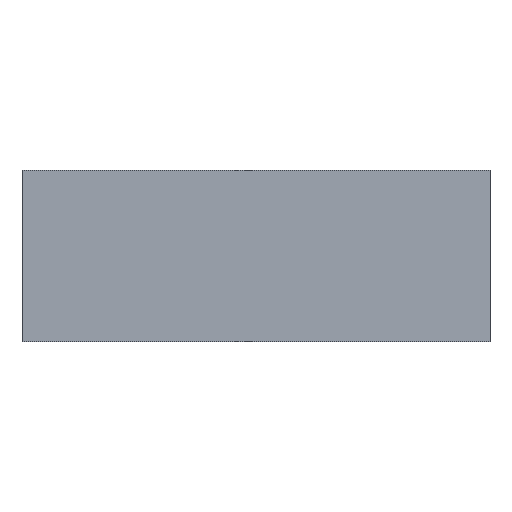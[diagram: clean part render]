
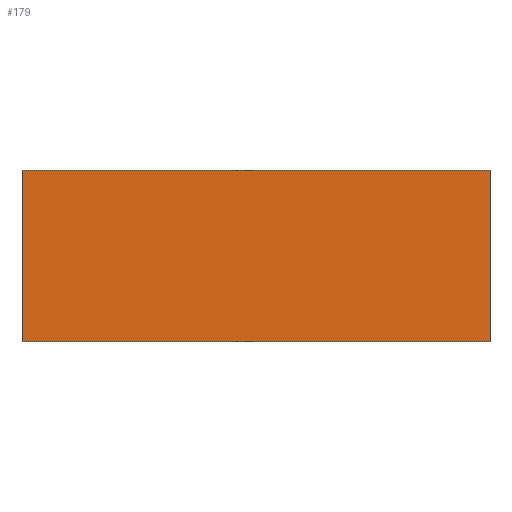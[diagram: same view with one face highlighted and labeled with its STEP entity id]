
A CAD part, left-side view. The second image highlights one B-rep face of the part: STEP entity #179.
In plain terms, the highlighted planar face has unit normal (-1, 0, 0).
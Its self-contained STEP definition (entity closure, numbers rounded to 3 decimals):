
#144 = CARTESIAN_POINT ( 'NONE',  ( -50.5, 442.396, -76.374 ) ) ;
#179 = ADVANCED_FACE ( 'NONE', ( #571 ), #1528, .F. ) ;
#319 = VERTEX_POINT ( 'NONE', #1137 ) ;
#385 = CARTESIAN_POINT ( 'NONE',  ( -50.5, -33.989, -76.374 ) ) ;
#386 = EDGE_CURVE ( 'NONE', #1548, #1494, #1611, .T. ) ;
#407 = VECTOR ( 'NONE', #706, 1000. ) ;
#437 = EDGE_CURVE ( 'NONE', #1494, #319, #840, .T. ) ;
#473 = EDGE_CURVE ( 'NONE', #319, #627, #1127, .T. ) ;
#571 = FACE_OUTER_BOUND ( 'NONE', #2184, .T. ) ;
#627 = VERTEX_POINT ( 'NONE', #2322 ) ;
#672 = VECTOR ( 'NONE', #1099, 1000. ) ;
#706 = DIRECTION ( 'NONE',  ( 0., 0., 1. ) ) ;
#753 = ORIENTED_EDGE ( 'NONE', *, *, #386, .F. ) ;
#757 = ORIENTED_EDGE ( 'NONE', *, *, #437, .F. ) ;
#808 = VECTOR ( 'NONE', #2314, 1000. ) ;
#840 = LINE ( 'NONE', #144, #905 ) ;
#905 = VECTOR ( 'NONE', #2183, 1000. ) ;
#1075 = CARTESIAN_POINT ( 'NONE',  ( -50.5, 442.396, 98.53 ) ) ;
#1099 = DIRECTION ( 'NONE',  ( 0., -1., 0. ) ) ;
#1127 = LINE ( 'NONE', #1266, #407 ) ;
#1137 = CARTESIAN_POINT ( 'NONE',  ( -50.5, 442.396, -76.374 ) ) ;
#1154 = LINE ( 'NONE', #1075, #672 ) ;
#1178 = DIRECTION ( 'NONE',  ( 1., 0., 0. ) ) ;
#1266 = CARTESIAN_POINT ( 'NONE',  ( -50.5, 442.396, 98.53 ) ) ;
#1494 = VERTEX_POINT ( 'NONE', #385 ) ;
#1528 = PLANE ( 'NONE',  #2055 ) ;
#1548 = VERTEX_POINT ( 'NONE', #2070 ) ;
#1599 = CARTESIAN_POINT ( 'NONE',  ( -50.5, -33.989, 98.53 ) ) ;
#1611 = LINE ( 'NONE', #1599, #808 ) ;
#1691 = ORIENTED_EDGE ( 'NONE', *, *, #2095, .F. ) ;
#1695 = ORIENTED_EDGE ( 'NONE', *, *, #473, .F. ) ;
#1896 = CARTESIAN_POINT ( 'NONE',  ( -50.5, 0., 0. ) ) ;
#2055 = AXIS2_PLACEMENT_3D ( 'NONE', #1896, #1178, #2081 ) ;
#2070 = CARTESIAN_POINT ( 'NONE',  ( -50.5, -33.989, 98.53 ) ) ;
#2081 = DIRECTION ( 'NONE',  ( 0., 0., -1. ) ) ;
#2095 = EDGE_CURVE ( 'NONE', #627, #1548, #1154, .T. ) ;
#2183 = DIRECTION ( 'NONE',  ( 0., 1., 0. ) ) ;
#2184 = EDGE_LOOP ( 'NONE', ( #1691, #1695, #757, #753 ) ) ;
#2314 = DIRECTION ( 'NONE',  ( 0., 0., -1. ) ) ;
#2322 = CARTESIAN_POINT ( 'NONE',  ( -50.5, 442.396, 98.53 ) ) ;
